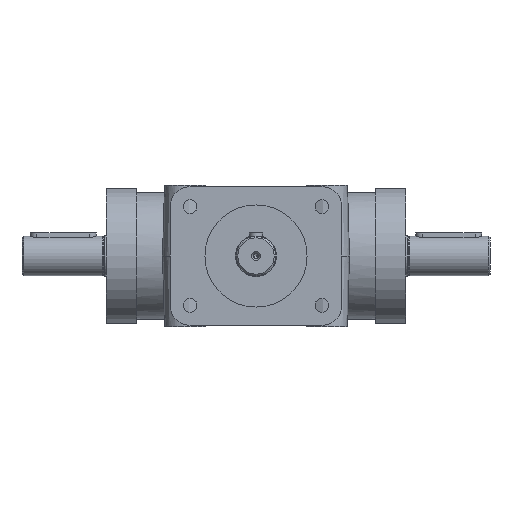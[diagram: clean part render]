
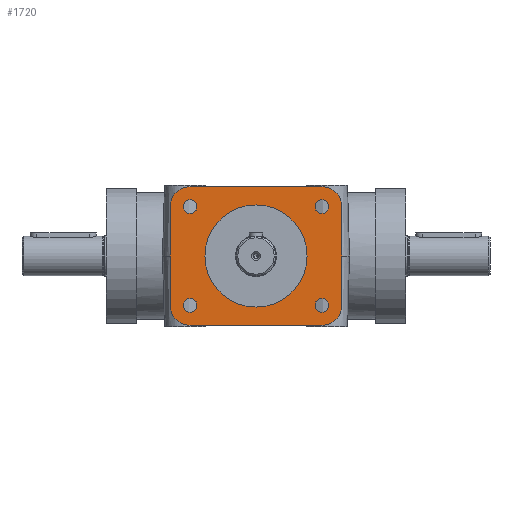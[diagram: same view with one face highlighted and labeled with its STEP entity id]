
A CAD part, front view. The second image highlights one B-rep face of the part: STEP entity #1720.
In plain terms, the highlighted planar face has unit normal (0, -1, 0).
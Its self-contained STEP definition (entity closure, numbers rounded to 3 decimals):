
#1720=ADVANCED_FACE('',(#4080,#4081,#4082,#4083,#4084,#4085),#4086,.F.);
#4080=FACE_OUTER_BOUND('',#7429,.T.);
#4081=FACE_BOUND('',#7430,.T.);
#4082=FACE_BOUND('',#7431,.T.);
#4083=FACE_BOUND('',#7432,.T.);
#4084=FACE_BOUND('',#7433,.T.);
#4085=FACE_BOUND('',#7434,.T.);
#4086=PLANE('',#7435);
#7429=EDGE_LOOP('',(#17158,#17159,#17160,#17161,#17162,#17163,#17164,#17165));
#7430=EDGE_LOOP('',(#17166,#17167,#17168));
#7431=EDGE_LOOP('',(#17169,#17170,#17171));
#7432=EDGE_LOOP('',(#17172,#17173,#17174));
#7433=EDGE_LOOP('',(#17175,#17176,#17177));
#7434=EDGE_LOOP('',(#17178,#17179));
#7435=AXIS2_PLACEMENT_3D('',#17180,#17181,#17182);
#17158=ORIENTED_EDGE('',*,*,#26428,.T.);
#17159=ORIENTED_EDGE('',*,*,#26429,.T.);
#17160=ORIENTED_EDGE('',*,*,#26430,.T.);
#17161=ORIENTED_EDGE('',*,*,#26431,.T.);
#17162=ORIENTED_EDGE('',*,*,#26432,.T.);
#17163=ORIENTED_EDGE('',*,*,#26433,.T.);
#17164=ORIENTED_EDGE('',*,*,#26434,.T.);
#17165=ORIENTED_EDGE('',*,*,#26435,.T.);
#17166=ORIENTED_EDGE('',*,*,#26436,.F.);
#17167=ORIENTED_EDGE('',*,*,#26437,.F.);
#17168=ORIENTED_EDGE('',*,*,#25124,.F.);
#17169=ORIENTED_EDGE('',*,*,#26438,.F.);
#17170=ORIENTED_EDGE('',*,*,#26439,.F.);
#17171=ORIENTED_EDGE('',*,*,#25129,.F.);
#17172=ORIENTED_EDGE('',*,*,#26440,.F.);
#17173=ORIENTED_EDGE('',*,*,#26441,.F.);
#17174=ORIENTED_EDGE('',*,*,#25134,.F.);
#17175=ORIENTED_EDGE('',*,*,#26442,.F.);
#17176=ORIENTED_EDGE('',*,*,#26443,.F.);
#17177=ORIENTED_EDGE('',*,*,#25139,.F.);
#17178=ORIENTED_EDGE('',*,*,#26444,.T.);
#17179=ORIENTED_EDGE('',*,*,#25149,.T.);
#17180=CARTESIAN_POINT('',(0.0,-91.0,0.0));
#17181=DIRECTION('',(0.0,1.0,0.0));
#17182=DIRECTION('',(1.0,0.0,-0.0));
#25124=EDGE_CURVE('',#29019,#29015,#29021,.T.);
#25129=EDGE_CURVE('',#29028,#29024,#29030,.T.);
#25134=EDGE_CURVE('',#29037,#29033,#29039,.T.);
#25139=EDGE_CURVE('',#29046,#29042,#29048,.T.);
#25149=EDGE_CURVE('',#29060,#29064,#29066,.T.);
#26428=EDGE_CURVE('',#31115,#31116,#31117,.T.);
#26429=EDGE_CURVE('',#31116,#31118,#31119,.T.);
#26430=EDGE_CURVE('',#31118,#31120,#31121,.T.);
#26431=EDGE_CURVE('',#31120,#31122,#31123,.T.);
#26432=EDGE_CURVE('',#31122,#31124,#31125,.T.);
#26433=EDGE_CURVE('',#31124,#31126,#31127,.T.);
#26434=EDGE_CURVE('',#31126,#31128,#31129,.T.);
#26435=EDGE_CURVE('',#31128,#31115,#31130,.T.);
#26436=EDGE_CURVE('',#31131,#29019,#31132,.T.);
#26437=EDGE_CURVE('',#29015,#31131,#31133,.T.);
#26438=EDGE_CURVE('',#31134,#29028,#31135,.T.);
#26439=EDGE_CURVE('',#29024,#31134,#31136,.T.);
#26440=EDGE_CURVE('',#31137,#29037,#31138,.T.);
#26441=EDGE_CURVE('',#29033,#31137,#31139,.T.);
#26442=EDGE_CURVE('',#31140,#29046,#31141,.T.);
#26443=EDGE_CURVE('',#29042,#31140,#31142,.T.);
#26444=EDGE_CURVE('',#29064,#29060,#31143,.T.);
#29015=VERTEX_POINT('',#35096);
#29019=VERTEX_POINT('',#35101);
#29021=CIRCLE('',#35104,4.188);
#29024=VERTEX_POINT('',#35107);
#29028=VERTEX_POINT('',#35112);
#29030=CIRCLE('',#35115,4.188);
#29033=VERTEX_POINT('',#35118);
#29037=VERTEX_POINT('',#35123);
#29039=CIRCLE('',#35126,4.188);
#29042=VERTEX_POINT('',#35129);
#29046=VERTEX_POINT('',#35134);
#29048=CIRCLE('',#35137,4.188);
#29060=VERTEX_POINT('',#35151);
#29064=VERTEX_POINT('',#35156);
#29066=CIRCLE('',#35159,31.0);
#31115=VERTEX_POINT('',#47727);
#31116=VERTEX_POINT('',#47728);
#31117=CIRCLE('',#47729,12.0);
#31118=VERTEX_POINT('',#47730);
#31119=LINE('',#47731,#47732);
#31120=VERTEX_POINT('',#47733);
#31121=CIRCLE('',#47734,12.0);
#31122=VERTEX_POINT('',#47735);
#31123=LINE('',#47736,#47737);
#31124=VERTEX_POINT('',#47738);
#31125=CIRCLE('',#47739,12.0);
#31126=VERTEX_POINT('',#47740);
#31127=LINE('',#47741,#47742);
#31128=VERTEX_POINT('',#47743);
#31129=CIRCLE('',#47744,12.0);
#31130=LINE('',#47745,#47746);
#31131=VERTEX_POINT('',#47747);
#31132=CIRCLE('',#47748,4.188);
#31133=CIRCLE('',#47749,4.188);
#31134=VERTEX_POINT('',#47750);
#31135=CIRCLE('',#47751,4.188);
#31136=CIRCLE('',#47752,4.188);
#31137=VERTEX_POINT('',#47753);
#31138=CIRCLE('',#47754,4.188);
#31139=CIRCLE('',#47755,4.188);
#31140=VERTEX_POINT('',#47756);
#31141=CIRCLE('',#47757,4.188);
#31142=CIRCLE('',#47758,4.188);
#31143=CIRCLE('',#47759,31.0);
#35096=CARTESIAN_POINT('',(40.0,-91.0,25.812));
#35101=CARTESIAN_POINT('',(40.0,-91.0,34.188));
#35104=AXIS2_PLACEMENT_3D('',#55709,#55710,#55711);
#35107=CARTESIAN_POINT('',(40.0,-91.0,-34.188));
#35112=CARTESIAN_POINT('',(40.0,-91.0,-25.812));
#35115=AXIS2_PLACEMENT_3D('',#55717,#55718,#55719);
#35118=CARTESIAN_POINT('',(-40.0,-91.0,-34.188));
#35123=CARTESIAN_POINT('',(-40.0,-91.0,-25.812));
#35126=AXIS2_PLACEMENT_3D('',#55725,#55726,#55727);
#35129=CARTESIAN_POINT('',(-40.0,-91.0,25.812));
#35134=CARTESIAN_POINT('',(-40.0,-91.0,34.188));
#35137=AXIS2_PLACEMENT_3D('',#55733,#55734,#55735);
#35151=CARTESIAN_POINT('',(0.,-91.0,-31.0));
#35156=CARTESIAN_POINT('',(0.,-91.0,31.0));
#35159=AXIS2_PLACEMENT_3D('',#55749,#55750,#55751);
#47727=CARTESIAN_POINT('',(-52.0,-91.0,-30.0));
#47728=CARTESIAN_POINT('',(-40.0,-91.0,-42.0));
#47729=AXIS2_PLACEMENT_3D('',#56130,#56131,#56132);
#47730=CARTESIAN_POINT('',(40.0,-91.0,-42.0));
#47731=CARTESIAN_POINT('',(-40.0,-91.0,-42.0));
#47732=VECTOR('',#56133,1000.0);
#47733=CARTESIAN_POINT('',(52.0,-91.0,-30.0));
#47734=AXIS2_PLACEMENT_3D('',#56134,#56135,#56136);
#47735=CARTESIAN_POINT('',(52.0,-91.0,30.0));
#47736=CARTESIAN_POINT('',(52.0,-91.0,-30.0));
#47737=VECTOR('',#56137,1000.0);
#47738=CARTESIAN_POINT('',(40.0,-91.0,42.0));
#47739=AXIS2_PLACEMENT_3D('',#56138,#56139,#56140);
#47740=CARTESIAN_POINT('',(-40.0,-91.0,42.0));
#47741=CARTESIAN_POINT('',(40.0,-91.0,42.0));
#47742=VECTOR('',#56141,1000.0);
#47743=CARTESIAN_POINT('',(-52.0,-91.0,30.0));
#47744=AXIS2_PLACEMENT_3D('',#56142,#56143,#56144);
#47745=CARTESIAN_POINT('',(-52.0,-91.0,30.0));
#47746=VECTOR('',#56145,1000.0);
#47747=CARTESIAN_POINT('',(44.188,-91.0,30.0));
#47748=AXIS2_PLACEMENT_3D('',#56146,#56147,#56148);
#47749=AXIS2_PLACEMENT_3D('',#56149,#56150,#56151);
#47750=CARTESIAN_POINT('',(44.188,-91.0,-30.0));
#47751=AXIS2_PLACEMENT_3D('',#56152,#56153,#56154);
#47752=AXIS2_PLACEMENT_3D('',#56155,#56156,#56157);
#47753=CARTESIAN_POINT('',(-35.812,-91.0,-30.0));
#47754=AXIS2_PLACEMENT_3D('',#56158,#56159,#56160);
#47755=AXIS2_PLACEMENT_3D('',#56161,#56162,#56163);
#47756=CARTESIAN_POINT('',(-35.812,-91.0,30.0));
#47757=AXIS2_PLACEMENT_3D('',#56164,#56165,#56166);
#47758=AXIS2_PLACEMENT_3D('',#56167,#56168,#56169);
#47759=AXIS2_PLACEMENT_3D('',#56170,#56171,#56172);
#55709=CARTESIAN_POINT('',(40.0,-91.0,30.0));
#55710=DIRECTION('',(0.0,-1.0,0.0));
#55711=DIRECTION('',(1.0,0.0,0.0));
#55717=CARTESIAN_POINT('',(40.0,-91.0,-30.0));
#55718=DIRECTION('',(0.0,-1.0,0.0));
#55719=DIRECTION('',(1.0,0.0,0.0));
#55725=CARTESIAN_POINT('',(-40.0,-91.0,-30.0));
#55726=DIRECTION('',(0.0,-1.0,0.0));
#55727=DIRECTION('',(1.0,0.0,0.0));
#55733=CARTESIAN_POINT('',(-40.0,-91.0,30.0));
#55734=DIRECTION('',(0.0,-1.0,0.0));
#55735=DIRECTION('',(1.0,0.0,0.0));
#55749=CARTESIAN_POINT('',(0.,-91.0,0.0));
#55750=DIRECTION('',(0.0,1.0,0.0));
#55751=DIRECTION('',(0.0,0.0,1.0));
#56130=CARTESIAN_POINT('',(-40.0,-91.0,-30.0));
#56131=DIRECTION('',(0.0,-1.0,0.0));
#56132=DIRECTION('',(1.0,0.0,0.0));
#56133=DIRECTION('',(1.0,0.0,0.0));
#56134=CARTESIAN_POINT('',(40.0,-91.0,-30.0));
#56135=DIRECTION('',(0.0,-1.0,0.0));
#56136=DIRECTION('',(-1.0,0.0,0.0));
#56137=DIRECTION('',(0.0,0.0,1.0));
#56138=CARTESIAN_POINT('',(40.0,-91.0,30.0));
#56139=DIRECTION('',(0.0,-1.0,0.0));
#56140=DIRECTION('',(1.0,0.0,0.0));
#56141=DIRECTION('',(-1.0,0.0,0.0));
#56142=CARTESIAN_POINT('',(-40.0,-91.0,30.0));
#56143=DIRECTION('',(0.0,-1.0,0.0));
#56144=DIRECTION('',(1.0,0.0,0.0));
#56145=DIRECTION('',(0.0,0.0,-1.0));
#56146=CARTESIAN_POINT('',(40.0,-91.0,30.0));
#56147=DIRECTION('',(0.0,-1.0,0.0));
#56148=DIRECTION('',(1.0,0.0,0.0));
#56149=CARTESIAN_POINT('',(40.0,-91.0,30.0));
#56150=DIRECTION('',(0.0,-1.0,0.0));
#56151=DIRECTION('',(1.0,0.0,0.0));
#56152=CARTESIAN_POINT('',(40.0,-91.0,-30.0));
#56153=DIRECTION('',(0.0,-1.0,0.0));
#56154=DIRECTION('',(1.0,0.0,0.0));
#56155=CARTESIAN_POINT('',(40.0,-91.0,-30.0));
#56156=DIRECTION('',(0.0,-1.0,0.0));
#56157=DIRECTION('',(1.0,0.0,0.0));
#56158=CARTESIAN_POINT('',(-40.0,-91.0,-30.0));
#56159=DIRECTION('',(0.0,-1.0,0.0));
#56160=DIRECTION('',(1.0,0.0,0.0));
#56161=CARTESIAN_POINT('',(-40.0,-91.0,-30.0));
#56162=DIRECTION('',(0.0,-1.0,0.0));
#56163=DIRECTION('',(1.0,0.0,0.0));
#56164=CARTESIAN_POINT('',(-40.0,-91.0,30.0));
#56165=DIRECTION('',(0.0,-1.0,0.0));
#56166=DIRECTION('',(1.0,0.0,0.0));
#56167=CARTESIAN_POINT('',(-40.0,-91.0,30.0));
#56168=DIRECTION('',(0.0,-1.0,0.0));
#56169=DIRECTION('',(1.0,0.0,0.0));
#56170=CARTESIAN_POINT('',(0.,-91.0,0.0));
#56171=DIRECTION('',(0.0,1.0,0.0));
#56172=DIRECTION('',(0.0,0.0,1.0));
